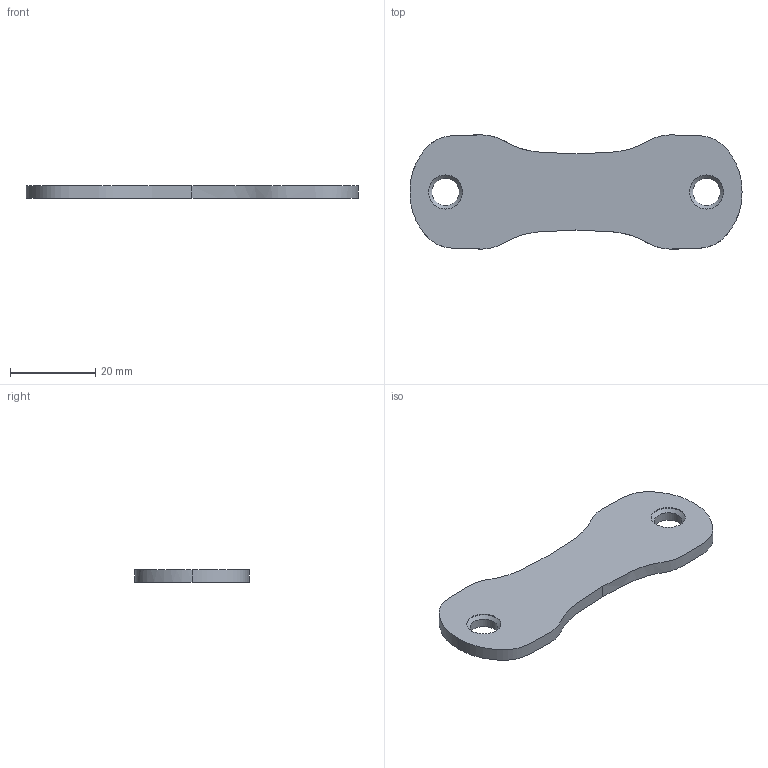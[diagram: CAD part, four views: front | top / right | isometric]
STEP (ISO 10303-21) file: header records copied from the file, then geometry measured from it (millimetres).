
FILE_DESCRIPTION(/* description */ (''),/* implementation_level */ '2;1');
FILE_NAME(/* name */ 'Plate.step',/* time_stamp */ '2022-12-08T12:30:35+01:00',/* author */ (''),/* organization */ (''),/* preprocessor_version */ 'ST-DEVELOPER v19.2',/* originating_system */ 'Autodesk Translation Framework v11.17.0.187',/* authorisation */ '');
FILE_SCHEMA (('AUTOMOTIVE_DESIGN { 1 0 10303 214 3 1 1 }'));
Length unit declared in the file: millimetre
Products named in the file (1): Plate
Bounding box: 77.71 x 26.77 x 3 mm (x, y, z)
Volume: 4882.8 mm3; surface area: 3938.8 mm2
Topology: 1 solids, 1 shells, 12 faces, 28 edges, 18 vertices
Faces by surface type: cylinder 4, bspline 4, cone 2, plane 2
Full cylindrical faces by diameter (mm): 6.44 x2, 8 x2
Entity records: 655 total; most frequent: CARTESIAN_POINT 367, ORIENTED_EDGE 56, DIRECTION 48, EDGE_CURVE 28, AXIS2_PLACEMENT_3D 19, VERTEX_POINT 18, EDGE_LOOP 16, FACE_OUTER_BOUND 12
